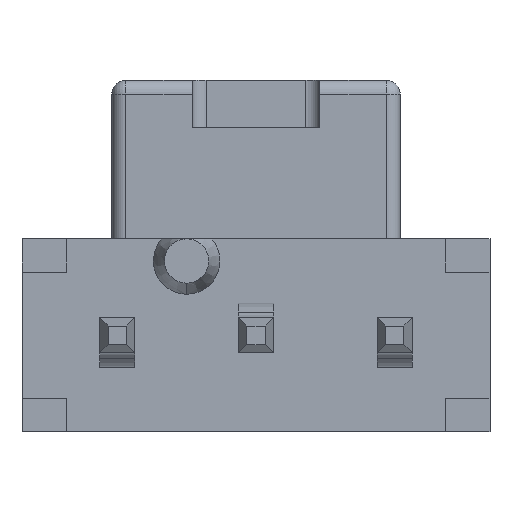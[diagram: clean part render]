
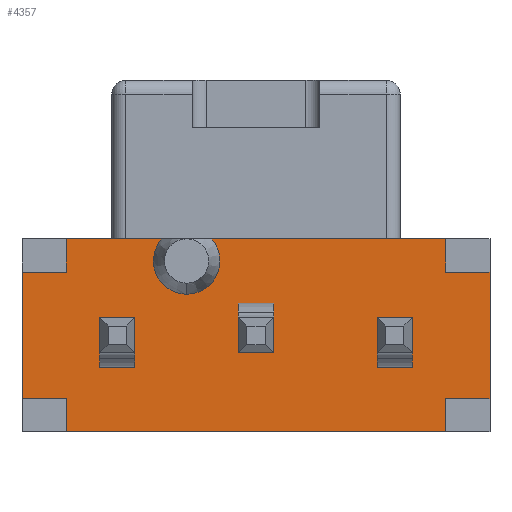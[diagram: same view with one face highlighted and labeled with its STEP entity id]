
A CAD part, front view. The second image highlights one B-rep face of the part: STEP entity #4357.
In plain terms, the highlighted planar face has unit normal (0, -1, 0).
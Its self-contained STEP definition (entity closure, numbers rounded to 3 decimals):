
#21 = EDGE_CURVE('',#22,#24,#26,.T.);
#22 = VERTEX_POINT('',#23);
#23 = CARTESIAN_POINT('',(0.803,0.6,1.74));
#24 = VERTEX_POINT('',#25);
#25 = CARTESIAN_POINT('',(0.65,0.6,1.34));
#26 = CIRCLE('',#27,0.6);
#27 = AXIS2_PLACEMENT_3D('',#28,#29,#30);
#28 = CARTESIAN_POINT('',(1.25,0.6,1.34));
#29 = DIRECTION('',(0.,-1.,0.));
#30 = DIRECTION('',(-0.745,0.,0.667));
#64 = EDGE_CURVE('',#24,#65,#67,.T.);
#65 = VERTEX_POINT('',#66);
#66 = CARTESIAN_POINT('',(1.85,0.6,1.34));
#67 = CIRCLE('',#68,0.6);
#68 = AXIS2_PLACEMENT_3D('',#69,#70,#71);
#69 = CARTESIAN_POINT('',(1.25,0.6,1.34));
#70 = DIRECTION('',(0.,-1.,0.));
#71 = DIRECTION('',(-0.745,0.,0.667));
#457 = EDGE_CURVE('',#458,#460,#462,.T.);
#458 = VERTEX_POINT('',#459);
#459 = CARTESIAN_POINT('',(-0.318,0.6,-0.318));
#460 = VERTEX_POINT('',#461);
#461 = CARTESIAN_POINT('',(-0.318,0.6,0.318));
#462 = LINE('',#463,#464);
#463 = CARTESIAN_POINT('',(-0.318,0.6,-0.318));
#464 = VECTOR('',#465,1.);
#465 = DIRECTION('',(0.,0.,1.));
#625 = EDGE_CURVE('',#626,#458,#628,.T.);
#626 = VERTEX_POINT('',#627);
#627 = CARTESIAN_POINT('',(0.318,0.6,-0.318));
#628 = LINE('',#629,#630);
#629 = CARTESIAN_POINT('',(0.318,0.6,-0.318));
#630 = VECTOR('',#631,1.);
#631 = DIRECTION('',(-1.,0.,0.));
#674 = VERTEX_POINT('',#675);
#675 = CARTESIAN_POINT('',(5.92,0.6,1.14));
#692 = VERTEX_POINT('',#693);
#693 = CARTESIAN_POINT('',(5.92,0.6,1.74));
#699 = EDGE_CURVE('',#692,#674,#700,.T.);
#700 = LINE('',#701,#702);
#701 = CARTESIAN_POINT('',(5.92,0.6,1.74));
#702 = VECTOR('',#703,1.);
#703 = DIRECTION('',(0.,0.,-1.));
#714 = VERTEX_POINT('',#715);
#715 = CARTESIAN_POINT('',(6.72,0.6,1.14));
#730 = EDGE_CURVE('',#714,#674,#731,.T.);
#731 = LINE('',#732,#733);
#732 = CARTESIAN_POINT('',(6.72,0.6,1.14));
#733 = VECTOR('',#734,1.);
#734 = DIRECTION('',(-1.,0.,0.));
#745 = VERTEX_POINT('',#746);
#746 = CARTESIAN_POINT('',(5.92,0.6,-1.74));
#763 = VERTEX_POINT('',#764);
#764 = CARTESIAN_POINT('',(5.92,0.6,-1.14));
#770 = EDGE_CURVE('',#745,#763,#771,.T.);
#771 = LINE('',#772,#773);
#772 = CARTESIAN_POINT('',(5.92,0.6,-1.74));
#773 = VECTOR('',#774,1.);
#774 = DIRECTION('',(0.,0.,1.));
#794 = VERTEX_POINT('',#795);
#795 = CARTESIAN_POINT('',(6.72,0.6,-1.14));
#801 = EDGE_CURVE('',#794,#763,#802,.T.);
#802 = LINE('',#803,#804);
#803 = CARTESIAN_POINT('',(6.72,0.6,-1.14));
#804 = VECTOR('',#805,1.);
#805 = DIRECTION('',(-1.,0.,0.));
#840 = EDGE_CURVE('',#794,#714,#841,.T.);
#841 = LINE('',#842,#843);
#842 = CARTESIAN_POINT('',(6.72,0.6,-1.14));
#843 = VECTOR('',#844,1.);
#844 = DIRECTION('',(0.,0.,1.));
#984 = VERTEX_POINT('',#985);
#985 = CARTESIAN_POINT('',(-0.92,0.6,-1.14));
#993 = VERTEX_POINT('',#994);
#994 = CARTESIAN_POINT('',(-0.92,0.6,-1.74));
#1000 = EDGE_CURVE('',#993,#984,#1001,.T.);
#1001 = LINE('',#1002,#1003);
#1002 = CARTESIAN_POINT('',(-0.92,0.6,-1.74));
#1003 = VECTOR('',#1004,1.);
#1004 = DIRECTION('',(0.,0.,1.));
#1015 = VERTEX_POINT('',#1016);
#1016 = CARTESIAN_POINT('',(-1.72,0.6,-1.14));
#1024 = EDGE_CURVE('',#1015,#984,#1025,.T.);
#1025 = LINE('',#1026,#1027);
#1026 = CARTESIAN_POINT('',(-1.72,0.6,-1.14));
#1027 = VECTOR('',#1028,1.);
#1028 = DIRECTION('',(1.,0.,0.));
#1039 = VERTEX_POINT('',#1040);
#1040 = CARTESIAN_POINT('',(-1.72,0.6,1.14));
#1071 = EDGE_CURVE('',#1015,#1039,#1072,.T.);
#1072 = LINE('',#1073,#1074);
#1073 = CARTESIAN_POINT('',(-1.72,0.6,-1.14));
#1074 = VECTOR('',#1075,1.);
#1075 = DIRECTION('',(0.,0.,1.));
#1086 = VERTEX_POINT('',#1087);
#1087 = CARTESIAN_POINT('',(-0.92,0.6,1.14));
#1095 = EDGE_CURVE('',#1039,#1086,#1096,.T.);
#1096 = LINE('',#1097,#1098);
#1097 = CARTESIAN_POINT('',(-1.72,0.6,1.14));
#1098 = VECTOR('',#1099,1.);
#1099 = DIRECTION('',(1.,0.,0.));
#1110 = VERTEX_POINT('',#1111);
#1111 = CARTESIAN_POINT('',(-0.92,0.6,1.74));
#1119 = EDGE_CURVE('',#1110,#1086,#1120,.T.);
#1120 = LINE('',#1121,#1122);
#1121 = CARTESIAN_POINT('',(-0.92,0.6,1.74));
#1122 = VECTOR('',#1123,1.);
#1123 = DIRECTION('',(0.,0.,-1.));
#1196 = EDGE_CURVE('',#65,#1197,#1199,.T.);
#1197 = VERTEX_POINT('',#1198);
#1198 = CARTESIAN_POINT('',(1.697,0.6,1.74));
#1199 = CIRCLE('',#1200,0.6);
#1200 = AXIS2_PLACEMENT_3D('',#1201,#1202,#1203);
#1201 = CARTESIAN_POINT('',(1.25,0.6,1.34));
#1202 = DIRECTION('',(0.,-1.,0.));
#1203 = DIRECTION('',(-0.745,0.,0.667));
#1259 = EDGE_CURVE('',#1197,#692,#1260,.T.);
#1260 = LINE('',#1261,#1262);
#1261 = CARTESIAN_POINT('',(1.697,0.6,1.74));
#1262 = VECTOR('',#1263,1.);
#1263 = DIRECTION('',(1.,0.,0.));
#1327 = EDGE_CURVE('',#1110,#22,#1328,.T.);
#1328 = LINE('',#1329,#1330);
#1329 = CARTESIAN_POINT('',(-0.92,0.6,1.74));
#1330 = VECTOR('',#1331,1.);
#1331 = DIRECTION('',(1.,0.,0.));
#1698 = VERTEX_POINT('',#1699);
#1699 = CARTESIAN_POINT('',(4.683,0.6,-0.318));
#1705 = EDGE_CURVE('',#1706,#1698,#1708,.T.);
#1706 = VERTEX_POINT('',#1707);
#1707 = CARTESIAN_POINT('',(5.318,0.6,-0.318));
#1708 = LINE('',#1709,#1710);
#1709 = CARTESIAN_POINT('',(5.318,0.6,-0.318));
#1710 = VECTOR('',#1711,1.);
#1711 = DIRECTION('',(-1.,0.,0.));
#1855 = VERTEX_POINT('',#1856);
#1856 = CARTESIAN_POINT('',(4.683,0.6,0.318));
#1862 = EDGE_CURVE('',#1698,#1855,#1863,.T.);
#1863 = LINE('',#1864,#1865);
#1864 = CARTESIAN_POINT('',(4.683,0.6,-0.318));
#1865 = VECTOR('',#1866,1.);
#1866 = DIRECTION('',(0.,0.,1.));
#1931 = VERTEX_POINT('',#1932);
#1932 = CARTESIAN_POINT('',(5.318,0.6,0.318));
#1938 = EDGE_CURVE('',#1931,#1855,#1939,.T.);
#1939 = LINE('',#1940,#1941);
#1940 = CARTESIAN_POINT('',(5.318,0.6,0.318));
#1941 = VECTOR('',#1942,1.);
#1942 = DIRECTION('',(-1.,0.,0.));
#2046 = EDGE_CURVE('',#1706,#1931,#2047,.T.);
#2047 = LINE('',#2048,#2049);
#2048 = CARTESIAN_POINT('',(5.318,0.6,-0.318));
#2049 = VECTOR('',#2050,1.);
#2050 = DIRECTION('',(0.,0.,1.));
#2643 = VERTEX_POINT('',#2644);
#2644 = CARTESIAN_POINT('',(2.183,0.6,-0.318));
#2650 = EDGE_CURVE('',#2651,#2643,#2653,.T.);
#2651 = VERTEX_POINT('',#2652);
#2652 = CARTESIAN_POINT('',(2.818,0.6,-0.318));
#2653 = LINE('',#2654,#2655);
#2654 = CARTESIAN_POINT('',(2.818,0.6,-0.318));
#2655 = VECTOR('',#2656,1.);
#2656 = DIRECTION('',(-1.,0.,0.));
#2800 = VERTEX_POINT('',#2801);
#2801 = CARTESIAN_POINT('',(2.183,0.6,0.318));
#2807 = EDGE_CURVE('',#2643,#2800,#2808,.T.);
#2808 = LINE('',#2809,#2810);
#2809 = CARTESIAN_POINT('',(2.183,0.6,-0.318));
#2810 = VECTOR('',#2811,1.);
#2811 = DIRECTION('',(0.,0.,1.));
#2876 = VERTEX_POINT('',#2877);
#2877 = CARTESIAN_POINT('',(2.818,0.6,0.318));
#2883 = EDGE_CURVE('',#2876,#2800,#2884,.T.);
#2884 = LINE('',#2885,#2886);
#2885 = CARTESIAN_POINT('',(2.818,0.6,0.318));
#2886 = VECTOR('',#2887,1.);
#2887 = DIRECTION('',(-1.,0.,0.));
#2991 = EDGE_CURVE('',#2651,#2876,#2992,.T.);
#2992 = LINE('',#2993,#2994);
#2993 = CARTESIAN_POINT('',(2.818,0.6,-0.318));
#2994 = VECTOR('',#2995,1.);
#2995 = DIRECTION('',(0.,0.,1.));
#4218 = EDGE_CURVE('',#4219,#460,#4221,.T.);
#4219 = VERTEX_POINT('',#4220);
#4220 = CARTESIAN_POINT('',(0.318,0.6,0.318));
#4221 = LINE('',#4222,#4223);
#4222 = CARTESIAN_POINT('',(0.318,0.6,0.318));
#4223 = VECTOR('',#4224,1.);
#4224 = DIRECTION('',(-1.,0.,0.));
#4324 = EDGE_CURVE('',#626,#4219,#4325,.T.);
#4325 = LINE('',#4326,#4327);
#4326 = CARTESIAN_POINT('',(0.318,0.6,-0.318));
#4327 = VECTOR('',#4328,1.);
#4328 = DIRECTION('',(0.,0.,1.));
#4357 = ADVANCED_FACE('',(#4358,#4364,#4370,#4376),#4399,.T.);
#4358 = FACE_BOUND('',#4359,.T.);
#4359 = EDGE_LOOP('',(#4360,#4361,#4362,#4363));
#4360 = ORIENTED_EDGE('',*,*,#625,.T.);
#4361 = ORIENTED_EDGE('',*,*,#457,.T.);
#4362 = ORIENTED_EDGE('',*,*,#4218,.F.);
#4363 = ORIENTED_EDGE('',*,*,#4324,.F.);
#4364 = FACE_BOUND('',#4365,.T.);
#4365 = EDGE_LOOP('',(#4366,#4367,#4368,#4369));
#4366 = ORIENTED_EDGE('',*,*,#1705,.T.);
#4367 = ORIENTED_EDGE('',*,*,#1862,.T.);
#4368 = ORIENTED_EDGE('',*,*,#1938,.F.);
#4369 = ORIENTED_EDGE('',*,*,#2046,.F.);
#4370 = FACE_BOUND('',#4371,.T.);
#4371 = EDGE_LOOP('',(#4372,#4373,#4374,#4375));
#4372 = ORIENTED_EDGE('',*,*,#2650,.T.);
#4373 = ORIENTED_EDGE('',*,*,#2807,.T.);
#4374 = ORIENTED_EDGE('',*,*,#2883,.F.);
#4375 = ORIENTED_EDGE('',*,*,#2991,.F.);
#4376 = FACE_BOUND('',#4377,.T.);
#4377 = EDGE_LOOP('',(#4378,#4379,#4380,#4381,#4382,#4383,#4384,#4390,
    #4391,#4392,#4393,#4394,#4395,#4396,#4397,#4398));
#4378 = ORIENTED_EDGE('',*,*,#1327,.F.);
#4379 = ORIENTED_EDGE('',*,*,#1119,.T.);
#4380 = ORIENTED_EDGE('',*,*,#1095,.F.);
#4381 = ORIENTED_EDGE('',*,*,#1071,.F.);
#4382 = ORIENTED_EDGE('',*,*,#1024,.T.);
#4383 = ORIENTED_EDGE('',*,*,#1000,.F.);
#4384 = ORIENTED_EDGE('',*,*,#4385,.T.);
#4385 = EDGE_CURVE('',#993,#745,#4386,.T.);
#4386 = LINE('',#4387,#4388);
#4387 = CARTESIAN_POINT('',(-0.92,0.6,-1.74));
#4388 = VECTOR('',#4389,1.);
#4389 = DIRECTION('',(1.,0.,0.));
#4390 = ORIENTED_EDGE('',*,*,#770,.T.);
#4391 = ORIENTED_EDGE('',*,*,#801,.F.);
#4392 = ORIENTED_EDGE('',*,*,#840,.T.);
#4393 = ORIENTED_EDGE('',*,*,#730,.T.);
#4394 = ORIENTED_EDGE('',*,*,#699,.F.);
#4395 = ORIENTED_EDGE('',*,*,#1259,.F.);
#4396 = ORIENTED_EDGE('',*,*,#1196,.F.);
#4397 = ORIENTED_EDGE('',*,*,#64,.F.);
#4398 = ORIENTED_EDGE('',*,*,#21,.F.);
#4399 = PLANE('',#4400);
#4400 = AXIS2_PLACEMENT_3D('',#4401,#4402,#4403);
#4401 = CARTESIAN_POINT('',(-1.72,0.6,-1.74));
#4402 = DIRECTION('',(0.,-1.,0.));
#4403 = DIRECTION('',(0.,0.,-1.));
